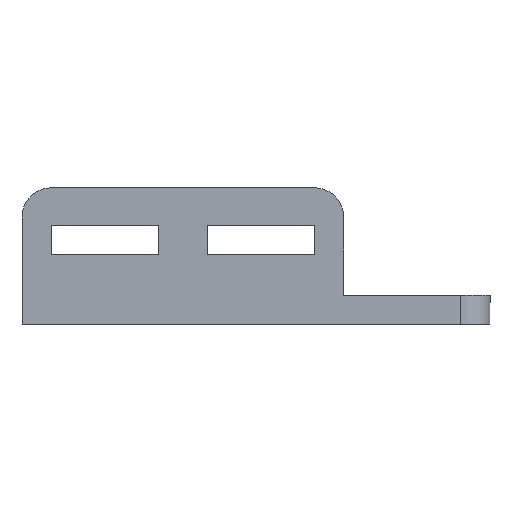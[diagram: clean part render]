
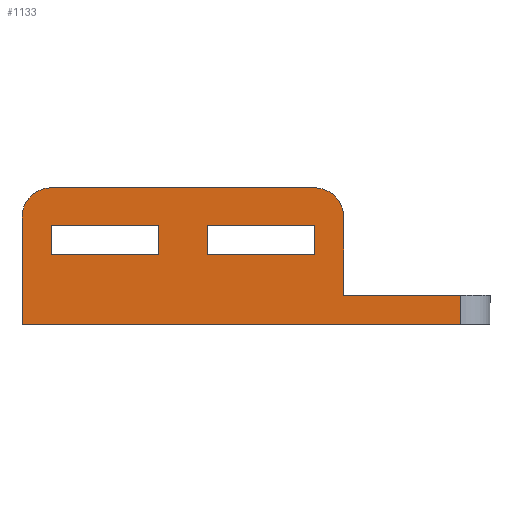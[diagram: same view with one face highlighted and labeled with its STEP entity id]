
A CAD part, left-side view. The second image highlights one B-rep face of the part: STEP entity #1133.
In plain terms, the highlighted planar face has unit normal (-1, 0, 0).
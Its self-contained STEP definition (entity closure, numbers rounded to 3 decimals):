
#33=FACE_BOUND('',#161,.T.);
#34=FACE_BOUND('',#162,.T.);
#56=PLANE('',#1215);
#89=FACE_OUTER_BOUND('',#160,.T.);
#160=EDGE_LOOP('',(#824,#825,#826,#827,#828,#829,#830,#831));
#161=EDGE_LOOP('',(#832,#833,#834,#835));
#162=EDGE_LOOP('',(#836,#837,#838,#839));
#245=LINE('',#1659,#357);
#249=LINE('',#1705,#361);
#251=LINE('',#1711,#363);
#252=LINE('',#1715,#364);
#253=LINE('',#1719,#365);
#254=LINE('',#1720,#366);
#255=LINE('',#1723,#367);
#256=LINE('',#1725,#368);
#257=LINE('',#1727,#369);
#258=LINE('',#1728,#370);
#259=LINE('',#1731,#371);
#260=LINE('',#1733,#372);
#261=LINE('',#1735,#373);
#262=LINE('',#1736,#374);
#357=VECTOR('',#1320,10.);
#361=VECTOR('',#1366,10.);
#363=VECTOR('',#1372,10.);
#364=VECTOR('',#1375,10.);
#365=VECTOR('',#1378,10.);
#366=VECTOR('',#1379,10.);
#367=VECTOR('',#1380,10.);
#368=VECTOR('',#1381,10.);
#369=VECTOR('',#1382,10.);
#370=VECTOR('',#1383,10.);
#371=VECTOR('',#1384,10.);
#372=VECTOR('',#1385,10.);
#373=VECTOR('',#1386,10.);
#374=VECTOR('',#1387,10.);
#480=CIRCLE('',#1216,3.);
#481=CIRCLE('',#1217,3.);
#520=VERTEX_POINT('',#1656);
#521=VERTEX_POINT('',#1658);
#542=VERTEX_POINT('',#1704);
#544=VERTEX_POINT('',#1710);
#545=VERTEX_POINT('',#1712);
#546=VERTEX_POINT('',#1714);
#547=VERTEX_POINT('',#1716);
#548=VERTEX_POINT('',#1718);
#549=VERTEX_POINT('',#1721);
#550=VERTEX_POINT('',#1722);
#551=VERTEX_POINT('',#1724);
#552=VERTEX_POINT('',#1726);
#553=VERTEX_POINT('',#1729);
#554=VERTEX_POINT('',#1730);
#555=VERTEX_POINT('',#1732);
#556=VERTEX_POINT('',#1734);
#629=EDGE_CURVE('',#521,#520,#245,.F.);
#652=EDGE_CURVE('',#521,#542,#249,.T.);
#655=EDGE_CURVE('',#520,#544,#251,.T.);
#656=EDGE_CURVE('',#545,#544,#480,.T.);
#657=EDGE_CURVE('',#545,#546,#252,.T.);
#658=EDGE_CURVE('',#547,#546,#481,.T.);
#659=EDGE_CURVE('',#547,#548,#253,.T.);
#660=EDGE_CURVE('',#548,#542,#254,.T.);
#661=EDGE_CURVE('',#549,#550,#255,.T.);
#662=EDGE_CURVE('',#550,#551,#256,.T.);
#663=EDGE_CURVE('',#551,#552,#257,.T.);
#664=EDGE_CURVE('',#552,#549,#258,.T.);
#665=EDGE_CURVE('',#553,#554,#259,.T.);
#666=EDGE_CURVE('',#554,#555,#260,.T.);
#667=EDGE_CURVE('',#555,#556,#261,.T.);
#668=EDGE_CURVE('',#556,#553,#262,.T.);
#824=ORIENTED_EDGE('',*,*,#652,.F.);
#825=ORIENTED_EDGE('',*,*,#629,.T.);
#826=ORIENTED_EDGE('',*,*,#655,.T.);
#827=ORIENTED_EDGE('',*,*,#656,.F.);
#828=ORIENTED_EDGE('',*,*,#657,.T.);
#829=ORIENTED_EDGE('',*,*,#658,.F.);
#830=ORIENTED_EDGE('',*,*,#659,.T.);
#831=ORIENTED_EDGE('',*,*,#660,.T.);
#832=ORIENTED_EDGE('',*,*,#661,.T.);
#833=ORIENTED_EDGE('',*,*,#662,.T.);
#834=ORIENTED_EDGE('',*,*,#663,.T.);
#835=ORIENTED_EDGE('',*,*,#664,.T.);
#836=ORIENTED_EDGE('',*,*,#665,.T.);
#837=ORIENTED_EDGE('',*,*,#666,.T.);
#838=ORIENTED_EDGE('',*,*,#667,.T.);
#839=ORIENTED_EDGE('',*,*,#668,.T.);
#1133=ADVANCED_FACE('',(#89,#33,#34),#56,.T.);
#1215=AXIS2_PLACEMENT_3D('',#1709,#1370,#1371);
#1216=AXIS2_PLACEMENT_3D('',#1713,#1373,#1374);
#1217=AXIS2_PLACEMENT_3D('',#1717,#1376,#1377);
#1320=DIRECTION('',(0.,-1.,0.));
#1366=DIRECTION('',(0.,0.,-1.));
#1370=DIRECTION('center_axis',(-1.,0.,0.));
#1371=DIRECTION('ref_axis',(0.,0.,1.));
#1372=DIRECTION('',(0.,0.,1.));
#1373=DIRECTION('center_axis',(1.,0.,0.));
#1374=DIRECTION('ref_axis',(0.,-0.707,0.707));
#1375=DIRECTION('',(0.,1.,0.));
#1376=DIRECTION('center_axis',(1.,0.,0.));
#1377=DIRECTION('ref_axis',(0.,0.707,0.707));
#1378=DIRECTION('',(0.,0.,-1.));
#1379=DIRECTION('',(0.,-1.,0.));
#1380=DIRECTION('',(0.,1.,0.));
#1381=DIRECTION('',(0.,0.,1.));
#1382=DIRECTION('',(0.,-1.,0.));
#1383=DIRECTION('',(0.,0.,-1.));
#1384=DIRECTION('',(0.,1.,0.));
#1385=DIRECTION('',(0.,0.,1.));
#1386=DIRECTION('',(0.,-1.,0.));
#1387=DIRECTION('',(0.,0.,-1.));
#1656=CARTESIAN_POINT('',(-35.,13.5,10.8));
#1658=CARTESIAN_POINT('',(-35.,1.5,10.8));
#1659=CARTESIAN_POINT('',(-35.,19.,10.8));
#1704=CARTESIAN_POINT('',(-35.,1.5,7.8));
#1705=CARTESIAN_POINT('',(-35.,1.5,30.3));
#1709=CARTESIAN_POINT('Origin',(-35.,19.,22.8));
#1710=CARTESIAN_POINT('',(-35.,13.5,18.8));
#1711=CARTESIAN_POINT('',(-35.,13.5,22.3));
#1712=CARTESIAN_POINT('',(-35.,16.5,21.8));
#1713=CARTESIAN_POINT('Origin',(-35.,16.5,18.8));
#1714=CARTESIAN_POINT('',(-35.,43.5,21.8));
#1715=CARTESIAN_POINT('',(-35.,32.75,21.8));
#1716=CARTESIAN_POINT('',(-35.,46.5,18.8));
#1717=CARTESIAN_POINT('Origin',(-35.,43.5,18.8));
#1718=CARTESIAN_POINT('',(-35.,46.5,7.8));
#1719=CARTESIAN_POINT('',(-35.,46.5,37.8));
#1720=CARTESIAN_POINT('',(-35.,46.5,7.8));
#1721=CARTESIAN_POINT('',(-35.,32.5,14.95));
#1722=CARTESIAN_POINT('',(-35.,43.5,14.95));
#1723=CARTESIAN_POINT('',(-35.,31.25,14.95));
#1724=CARTESIAN_POINT('',(-35.,43.5,17.95));
#1725=CARTESIAN_POINT('',(-35.,43.5,20.375));
#1726=CARTESIAN_POINT('',(-35.,32.5,17.95));
#1727=CARTESIAN_POINT('',(-35.,25.75,17.95));
#1728=CARTESIAN_POINT('',(-35.,32.5,18.875));
#1729=CARTESIAN_POINT('',(-35.,16.5,14.95));
#1730=CARTESIAN_POINT('',(-35.,27.5,14.95));
#1731=CARTESIAN_POINT('',(-35.,23.25,14.95));
#1732=CARTESIAN_POINT('',(-35.,27.5,17.95));
#1733=CARTESIAN_POINT('',(-35.,27.5,20.375));
#1734=CARTESIAN_POINT('',(-35.,16.5,17.95));
#1735=CARTESIAN_POINT('',(-35.,17.75,17.95));
#1736=CARTESIAN_POINT('',(-35.,16.5,18.875));
